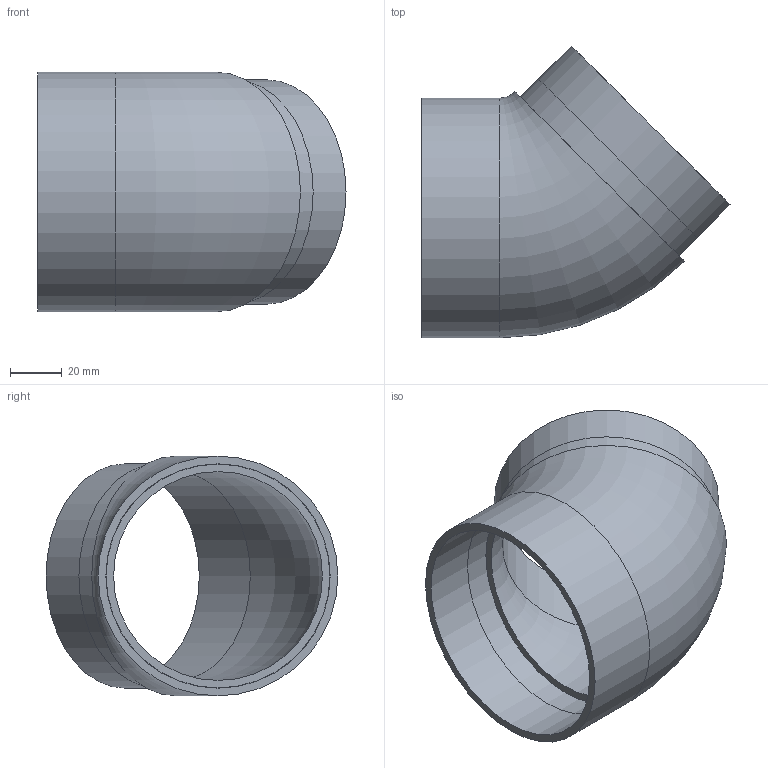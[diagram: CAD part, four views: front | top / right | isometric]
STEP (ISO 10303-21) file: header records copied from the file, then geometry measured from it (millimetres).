
FILE_DESCRIPTION(/* description */ ('','CAx-IF Rec.Pracs.---Representation and Presentation of Product Manufacturing Information (PMI)---4.0---2014-10-13'),/* implementation_level */ '2;1');
FILE_NAME(/* name */ 'MK2-1-elbow45.stp',/* time_stamp */ '2025-01-21T06:47:31+01:00',/* author */ ('Capturing Dust'),/* organization */ ('Makerr.Studio'),/* preprocessor_version */ 'ST-DEVELOPER v18.1',/* originating_system */ 'Autodesk Inventor 2021',/* authorisation */ '');
FILE_SCHEMA (('AP242_MANAGED_MODEL_BASED_3D_ENGINEERING_MIM_LF { 1 0 10303 442 1 1 4 }'));
Length unit declared in the file: millimetre
Products named in the file (1): MK1-elbow 25
Bounding box: 119.45 x 113.17 x 93 mm (x, y, z)
Volume: 118726.4 mm3; surface area: 58581.1 mm2
Topology: 1 solids, 1 shells, 12 faces, 22 edges, 14 vertices
Faces by surface type: cylinder 4, plane 4, cone 2, torus 2
Full cylindrical faces by diameter (mm): 81 x1, 87 x2, 93 x1
Entity records: 351 total; most frequent: DIRECTION 64, CARTESIAN_POINT 49, ORIENTED_EDGE 44, AXIS2_PLACEMENT_3D 29, EDGE_CURVE 22, EDGE_LOOP 16, CIRCLE 16, VERTEX_POINT 14
